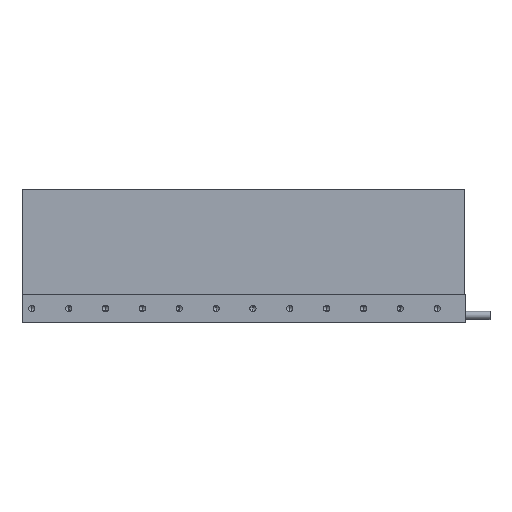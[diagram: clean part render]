
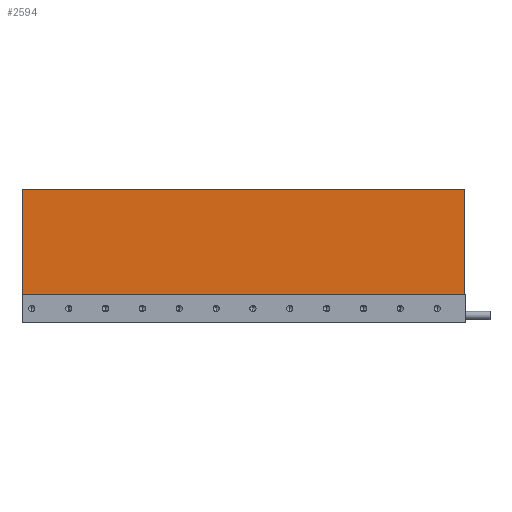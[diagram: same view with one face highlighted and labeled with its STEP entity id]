
A CAD part, front view. The second image highlights one B-rep face of the part: STEP entity #2594.
In plain terms, the highlighted planar face has unit normal (0, -1, 0).
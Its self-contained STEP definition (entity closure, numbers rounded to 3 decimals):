
#115 = EDGE_CURVE ( 'NONE', #1696, #3191, #3579, .T. ) ;
#151 = ORIENTED_EDGE ( 'NONE', *, *, #2084, .F. ) ;
#325 = CARTESIAN_POINT ( 'NONE',  ( 179.5, -5., 108.8 ) ) ;
#860 = CARTESIAN_POINT ( 'NONE',  ( -180.5, -5., 108.8 ) ) ;
#913 = DIRECTION ( 'NONE',  ( 1., 0., 0. ) ) ;
#961 = VERTEX_POINT ( 'NONE', #4793 ) ;
#1271 = VECTOR ( 'NONE', #4311, 1000. ) ;
#1289 = ORIENTED_EDGE ( 'NONE', *, *, #4313, .T. ) ;
#1355 = CARTESIAN_POINT ( 'NONE',  ( 179.5, -5., 108.8 ) ) ;
#1405 = CARTESIAN_POINT ( 'NONE',  ( 179.5, -5., 108.8 ) ) ;
#1589 = DIRECTION ( 'NONE',  ( -1., 0., 0. ) ) ;
#1600 = CARTESIAN_POINT ( 'NONE',  ( -180.5, -5., 108.8 ) ) ;
#1680 = VECTOR ( 'NONE', #913, 1000. ) ;
#1696 = VERTEX_POINT ( 'NONE', #1600 ) ;
#1941 = CARTESIAN_POINT ( 'NONE',  ( 179.5, -5., 108.8 ) ) ;
#1956 = ORIENTED_EDGE ( 'NONE', *, *, #115, .F. ) ;
#2082 = VECTOR ( 'NONE', #5357, 1000. ) ;
#2084 = EDGE_CURVE ( 'NONE', #3191, #961, #4082, .T. ) ;
#2141 = EDGE_LOOP ( 'NONE', ( #3478, #151, #1956, #1289 ) ) ;
#2594 = ADVANCED_FACE ( 'NONE', ( #5436 ), #4570, .F. ) ;
#2758 = LINE ( 'NONE', #5359, #4143 ) ;
#2772 = CARTESIAN_POINT ( 'NONE',  ( -180.5, -5., 23.3 ) ) ;
#2961 = LINE ( 'NONE', #860, #1271 ) ;
#3043 = AXIS2_PLACEMENT_3D ( 'NONE', #325, #3738, #1589 ) ;
#3191 = VERTEX_POINT ( 'NONE', #1355 ) ;
#3214 = EDGE_CURVE ( 'NONE', #5331, #961, #2758, .T. ) ;
#3478 = ORIENTED_EDGE ( 'NONE', *, *, #3214, .T. ) ;
#3579 = LINE ( 'NONE', #1405, #1680 ) ;
#3738 = DIRECTION ( 'NONE',  ( 0., 1., 0. ) ) ;
#4082 = LINE ( 'NONE', #1941, #2082 ) ;
#4143 = VECTOR ( 'NONE', #4787, 1000. ) ;
#4311 = DIRECTION ( 'NONE',  ( 0., 0., -1. ) ) ;
#4313 = EDGE_CURVE ( 'NONE', #1696, #5331, #2961, .T. ) ;
#4570 = PLANE ( 'NONE',  #3043 ) ;
#4787 = DIRECTION ( 'NONE',  ( 1., 0., 0. ) ) ;
#4793 = CARTESIAN_POINT ( 'NONE',  ( 179.5, -5., 23.3 ) ) ;
#5331 = VERTEX_POINT ( 'NONE', #2772 ) ;
#5357 = DIRECTION ( 'NONE',  ( 0., 0., -1. ) ) ;
#5359 = CARTESIAN_POINT ( 'NONE',  ( 179.5, -5., 23.3 ) ) ;
#5436 = FACE_OUTER_BOUND ( 'NONE', #2141, .T. ) ;
